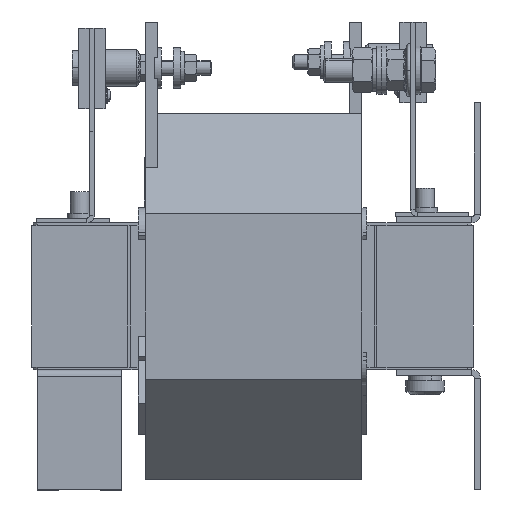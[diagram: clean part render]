
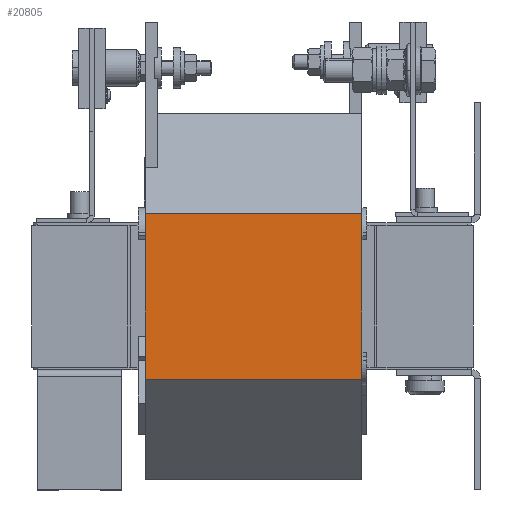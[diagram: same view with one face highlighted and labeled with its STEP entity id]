
A CAD part, left-side view. The second image highlights one B-rep face of the part: STEP entity #20805.
In plain terms, the highlighted planar face has unit normal (-1, 0, 0).
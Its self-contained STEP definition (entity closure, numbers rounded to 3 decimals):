
#3118 = EDGE_CURVE ( 'Defeature ausgef�hrt2_265+Defeature ausgef�hrt2_264+Defeature ausgef�hrt2_250+Defeature ausgef�hrt2_251', #16960, #20672, #39529, .T. ) ;
#3473 = CARTESIAN_POINT ( 'NONE',  ( -208.75, 116.25, 34.25 ) ) ;
#3678 = CARTESIAN_POINT ( 'NONE',  ( -208.75, 26.25, 34.25 ) ) ;
#4935 = AXIS2_PLACEMENT_3D ( 'NONE', #3678, #34165, #37093 ) ;
#6253 = ORIENTED_EDGE ( 'NONE', *, *, #3118, .F. ) ;
#7182 = LINE ( 'NONE', #18881, #14023 ) ;
#7205 = CARTESIAN_POINT ( 'NONE',  ( -208.75, 26.25, -34.4 ) ) ;
#9150 = VECTOR ( 'NONE', #39518, 1000. ) ;
#9188 = ORIENTED_EDGE ( 'NONE', *, *, #18938, .T. ) ;
#9535 = CARTESIAN_POINT ( 'NONE',  ( -208.75, 116.25, -34.4 ) ) ;
#10482 = EDGE_LOOP ( 'NONE', ( #9188, #17895, #6253, #17843 ) ) ;
#13737 = CARTESIAN_POINT ( 'NONE',  ( -208.75, 26.25, -34.4 ) ) ;
#13821 = VECTOR ( 'NONE', #31228, 1000. ) ;
#13960 = PLANE ( 'NONE',  #4935 ) ;
#14023 = VECTOR ( 'NONE', #22522, 1000. ) ;
#14382 = EDGE_CURVE ( 'Defeature ausgef�hrt2_251+Defeature ausgef�hrt2_264+Defeature ausgef�hrt2_265+Defeature ausgef�hrt2_263', #20672, #36627, #31245, .T. ) ;
#16960 = VERTEX_POINT ( 'NONE', #13737 ) ;
#17843 = ORIENTED_EDGE ( 'NONE', *, *, #40109, .T. ) ;
#17895 = ORIENTED_EDGE ( 'NONE', *, *, #14382, .F. ) ;
#18881 = CARTESIAN_POINT ( 'NONE',  ( -208.75, 26.25, 34.25 ) ) ;
#18938 = EDGE_CURVE ( 'Defeature ausgef�hrt2_264+Defeature ausgef�hrt2_263+Defeature ausgef�hrt2_250+Defeature ausgef�hrt2_251', #20467, #36627, #27010, .T. ) ;
#20467 = VERTEX_POINT ( 'NONE', #25658 ) ;
#20672 = VERTEX_POINT ( 'NONE', #9535 ) ;
#20805 = ADVANCED_FACE ( 'Defeature ausgef�hrt2_264', ( #27301 ), #13960, .T. ) ;
#22209 = CARTESIAN_POINT ( 'NONE',  ( -208.75, 116.25, 34.25 ) ) ;
#22522 = DIRECTION ( 'NONE',  ( 0., 0., 1. ) ) ;
#25658 = CARTESIAN_POINT ( 'NONE',  ( -208.75, 26.25, 34.25 ) ) ;
#26531 = VECTOR ( 'NONE', #26934, 1000. ) ;
#26934 = DIRECTION ( 'NONE',  ( 0., 0., 1. ) ) ;
#27010 = LINE ( 'NONE', #32718, #9150 ) ;
#27301 = FACE_OUTER_BOUND ( 'NONE', #10482, .T. ) ;
#31228 = DIRECTION ( 'NONE',  ( 0., 1., 0. ) ) ;
#31245 = LINE ( 'NONE', #3473, #26531 ) ;
#32718 = CARTESIAN_POINT ( 'NONE',  ( -208.75, 26.25, 34.25 ) ) ;
#34165 = DIRECTION ( 'NONE',  ( -1., 0., 0. ) ) ;
#36627 = VERTEX_POINT ( 'NONE', #22209 ) ;
#37093 = DIRECTION ( 'NONE',  ( 0., 1., 0. ) ) ;
#39518 = DIRECTION ( 'NONE',  ( 0., 1., 0. ) ) ;
#39529 = LINE ( 'NONE', #7205, #13821 ) ;
#40109 = EDGE_CURVE ( 'Defeature ausgef�hrt2_264+Defeature ausgef�hrt2_250+Defeature ausgef�hrt2_265+Defeature ausgef�hrt2_263', #16960, #20467, #7182, .T. ) ;
